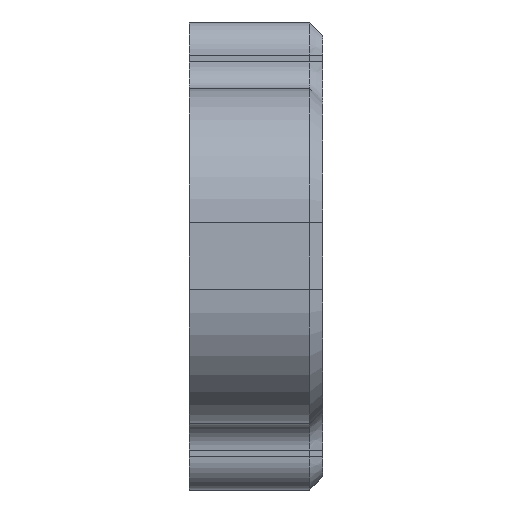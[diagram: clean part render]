
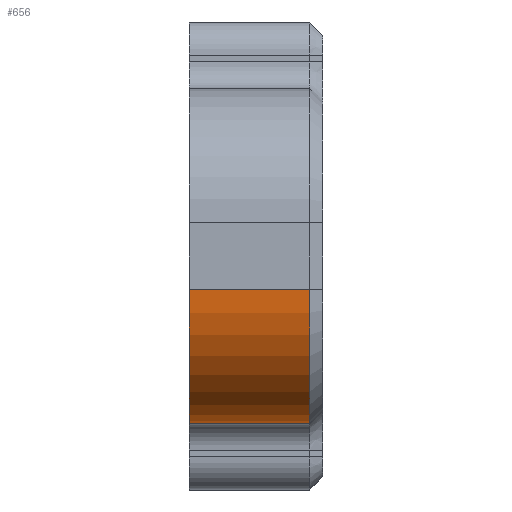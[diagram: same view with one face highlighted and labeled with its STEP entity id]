
A CAD part, left-side view. The second image highlights one B-rep face of the part: STEP entity #656.
In plain terms, the highlighted cylindrical face has radius 12.675 mm (diameter 25.349 mm), a partial arc.
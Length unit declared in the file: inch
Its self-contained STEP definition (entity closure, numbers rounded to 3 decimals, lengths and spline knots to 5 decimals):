
#38 = CARTESIAN_POINT ( 'NONE',  ( 0.5, 0.5, -0.624 ) ) ;
#69 = DIRECTION ( 'NONE',  ( 0., -1., 0. ) ) ;
#89 = LINE ( 'NONE', #1684, #2266 ) ;
#148 = AXIS2_PLACEMENT_3D ( 'NONE', #621, #69, #1333 ) ;
#176 = ORIENTED_EDGE ( 'NONE', *, *, #904, .F. ) ;
#363 = DIRECTION ( 'NONE',  ( 0., 0., 1. ) ) ;
#440 = ORIENTED_EDGE ( 'NONE', *, *, #1418, .F. ) ;
#494 = EDGE_CURVE ( 'NONE', #2022, #570, #89, .T. ) ;
#501 = CARTESIAN_POINT ( 'NONE',  ( 0.5, 0.05, -0.624 ) ) ;
#570 = VERTEX_POINT ( 'NONE', #501 ) ;
#575 = VECTOR ( 'NONE', #2110, 39.37008 ) ;
#621 = CARTESIAN_POINT ( 'NONE',  ( 0.5, 0.5, -0.125 ) ) ;
#623 = ORIENTED_EDGE ( 'NONE', *, *, #1218, .T. ) ;
#631 = LINE ( 'NONE', #835, #575 ) ;
#656 = ADVANCED_FACE ( 'NONE', ( #896 ), #1775, .T. ) ;
#666 = AXIS2_PLACEMENT_3D ( 'NONE', #2225, #1852, #755 ) ;
#755 = DIRECTION ( 'NONE',  ( 0., 0., 1. ) ) ;
#835 = CARTESIAN_POINT ( 'NONE',  ( 0.001, 0.5, -0.125 ) ) ;
#887 = ORIENTED_EDGE ( 'NONE', *, *, #494, .T. ) ;
#896 = FACE_OUTER_BOUND ( 'NONE', #1869, .T. ) ;
#904 = EDGE_CURVE ( 'NONE', #2022, #937, #1712, .T. ) ;
#937 = VERTEX_POINT ( 'NONE', #1561 ) ;
#1095 = VERTEX_POINT ( 'NONE', #1773 ) ;
#1098 = DIRECTION ( 'NONE',  ( 0., 1., 0. ) ) ;
#1127 = CARTESIAN_POINT ( 'NONE',  ( 0.5, 0.05, -0.125 ) ) ;
#1218 = EDGE_CURVE ( 'NONE', #570, #1095, #1805, .T. ) ;
#1290 = AXIS2_PLACEMENT_3D ( 'NONE', #1127, #1098, #363 ) ;
#1333 = DIRECTION ( 'NONE',  ( 0., 0., -1. ) ) ;
#1418 = EDGE_CURVE ( 'NONE', #937, #1095, #631, .T. ) ;
#1544 = DIRECTION ( 'NONE',  ( 0., -1., 0. ) ) ;
#1561 = CARTESIAN_POINT ( 'NONE',  ( 0.001, 0.5, -0.125 ) ) ;
#1684 = CARTESIAN_POINT ( 'NONE',  ( 0.5, 0.5, -0.624 ) ) ;
#1712 = CIRCLE ( 'NONE', #666, 0.499 ) ;
#1773 = CARTESIAN_POINT ( 'NONE',  ( 0.001, 0.05, -0.125 ) ) ;
#1775 = CYLINDRICAL_SURFACE ( 'NONE', #148, 0.499 ) ;
#1805 = CIRCLE ( 'NONE', #1290, 0.499 ) ;
#1852 = DIRECTION ( 'NONE',  ( 0., 1., 0. ) ) ;
#1869 = EDGE_LOOP ( 'NONE', ( #887, #623, #440, #176 ) ) ;
#2022 = VERTEX_POINT ( 'NONE', #38 ) ;
#2110 = DIRECTION ( 'NONE',  ( 0., -1., 0. ) ) ;
#2225 = CARTESIAN_POINT ( 'NONE',  ( 0.5, 0.5, -0.125 ) ) ;
#2266 = VECTOR ( 'NONE', #1544, 39.37008 ) ;
